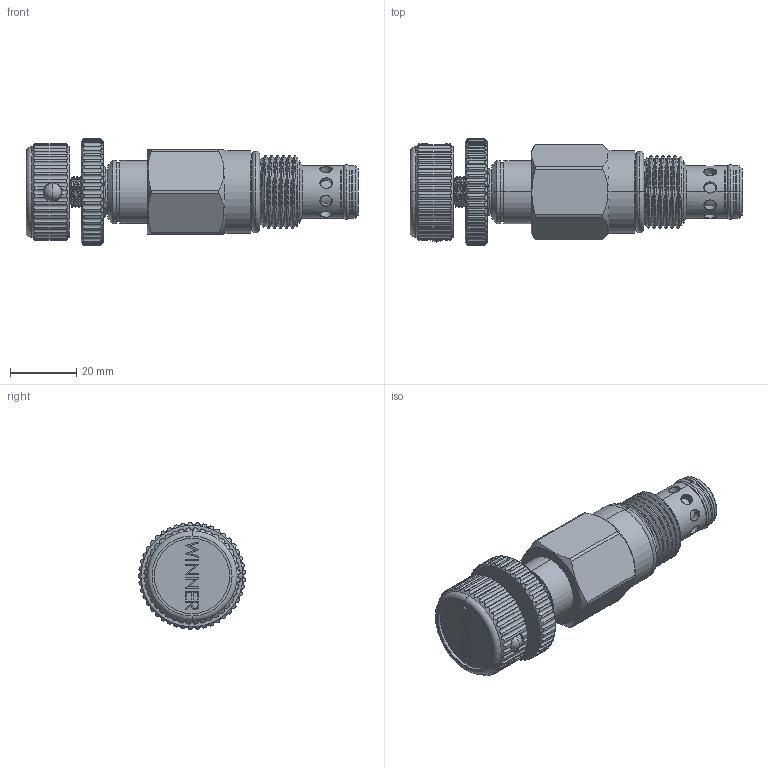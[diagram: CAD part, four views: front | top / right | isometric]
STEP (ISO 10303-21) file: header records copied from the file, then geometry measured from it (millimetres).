
FILE_DESCRIPTION (( 'STEP AP203' ), '1' );
FILE_NAME ('FR10W22-K.STEP', '2021-07-01T08:54:43', ( '' ), ( '' ), 'SwSTEP 2.0', 'SolidWorks 2018', '' );
FILE_SCHEMA (( 'CONFIG_CONTROL_DESIGN' ));
Length unit declared in the file: millimetre
Products named in the file (1): FR10W22-K
Bounding box: 100.05 x 32.18 x 32.2 mm (x, y, z)
Volume: 41861.4 mm3; surface area: 12833.5 mm2
Topology: 3 solids, 3 shells, 515 faces, 1378 edges, 900 vertices
Faces by surface type: cylinder 323, plane 113, cone 49, torus 14, bspline 14, sphere 2
Entity records: 27643 total; most frequent: CARTESIAN_POINT 15299, ORIENTED_EDGE 2756, DIRECTION 2324, EDGE_CURVE 1378, VERTEX_POINT 900, AXIS2_PLACEMENT_3D 870, VECTOR 584, LINE 584
